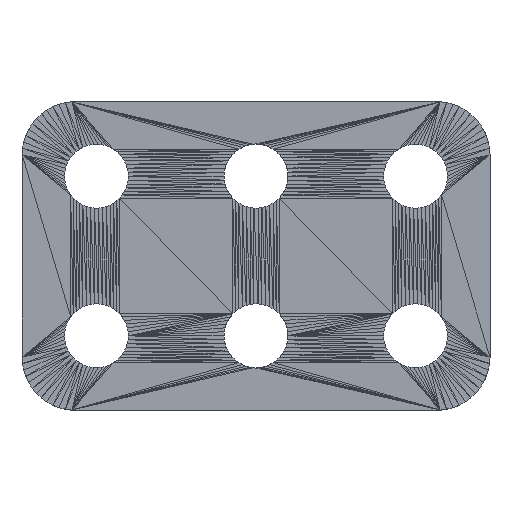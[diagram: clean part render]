
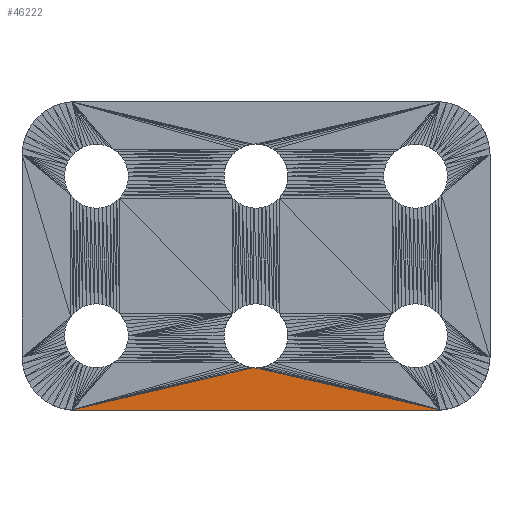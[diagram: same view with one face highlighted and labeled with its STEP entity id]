
A CAD part, top view. The second image highlights one B-rep face of the part: STEP entity #46222.
In plain terms, the highlighted planar face has unit normal (0, 0, 1).
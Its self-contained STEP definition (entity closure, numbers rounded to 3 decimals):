
#32258 = VERTEX_POINT('',#32259);
#32259 = CARTESIAN_POINT('',(-0.094,-5.247,1.5));
#32299 = PLANE('',#32300);
#32300 = AXIS2_PLACEMENT_3D('',#32301,#32302,#32303);
#32301 = CARTESIAN_POINT('',(4.283,-6.236,1.5));
#32302 = DIRECTION('',(0.,0.,1.));
#32303 = DIRECTION('',(0.,1.,0.));
#32415 = PLANE('',#32416);
#32416 = AXIS2_PLACEMENT_3D('',#32417,#32418,#32419);
#32417 = CARTESIAN_POINT('',(-4.377,-6.229,1.5));
#32418 = DIRECTION('',(0.,0.,1.));
#32419 = DIRECTION('',(1.,0.,-0.));
#44630 = VERTEX_POINT('',#44631);
#44631 = CARTESIAN_POINT('',(8.657,-7.245,1.5));
#45466 = EDGE_CURVE('',#32258,#44630,#45467,.T.);
#45467 = SURFACE_CURVE('',#45468,(#45472,#45479),.PCURVE_S1.);
#45468 = LINE('',#45469,#45470);
#45469 = CARTESIAN_POINT('',(-0.094,-5.247,1.5));
#45470 = VECTOR('',#45471,1.);
#45471 = DIRECTION('',(0.975,-0.223,0.));
#45472 = PCURVE('',#32299,#45473);
#45473 = DEFINITIONAL_REPRESENTATION('',(#45474),#45478);
#45474 = LINE('',#45475,#45476);
#45475 = CARTESIAN_POINT('',(0.989,4.377));
#45476 = VECTOR('',#45477,1.);
#45477 = DIRECTION('',(-0.223,-0.975));
#45478 = ( GEOMETRIC_REPRESENTATION_CONTEXT(2) 
PARAMETRIC_REPRESENTATION_CONTEXT() REPRESENTATION_CONTEXT('2D SPACE',''
  ) );
#45479 = PCURVE('',#45480,#45485);
#45480 = PLANE('',#45481);
#45481 = AXIS2_PLACEMENT_3D('',#45482,#45483,#45484);
#45482 = CARTESIAN_POINT('',(-0.001,-6.739,1.5));
#45483 = DIRECTION('',(0.,0.,1.));
#45484 = DIRECTION('',(0.,1.,0.));
#45485 = DEFINITIONAL_REPRESENTATION('',(#45486),#45490);
#45486 = LINE('',#45487,#45488);
#45487 = CARTESIAN_POINT('',(1.492,0.093));
#45488 = VECTOR('',#45489,1.);
#45489 = DIRECTION('',(-0.223,-0.975));
#45490 = ( GEOMETRIC_REPRESENTATION_CONTEXT(2) 
PARAMETRIC_REPRESENTATION_CONTEXT() REPRESENTATION_CONTEXT('2D SPACE',''
  ) );
#45497 = EDGE_CURVE('',#45498,#32258,#45500,.T.);
#45498 = VERTEX_POINT('',#45499);
#45499 = CARTESIAN_POINT('',(-8.657,-7.245,1.5));
#45500 = SURFACE_CURVE('',#45501,(#45505,#45512),.PCURVE_S1.);
#45501 = LINE('',#45502,#45503);
#45502 = CARTESIAN_POINT('',(-8.657,-7.245,1.5));
#45503 = VECTOR('',#45504,1.);
#45504 = DIRECTION('',(0.974,0.227,0.));
#45505 = PCURVE('',#32415,#45506);
#45506 = DEFINITIONAL_REPRESENTATION('',(#45507),#45511);
#45507 = LINE('',#45508,#45509);
#45508 = CARTESIAN_POINT('',(-4.28,-1.016));
#45509 = VECTOR('',#45510,1.);
#45510 = DIRECTION('',(0.974,0.227));
#45511 = ( GEOMETRIC_REPRESENTATION_CONTEXT(2) 
PARAMETRIC_REPRESENTATION_CONTEXT() REPRESENTATION_CONTEXT('2D SPACE',''
  ) );
#45512 = PCURVE('',#45480,#45513);
#45513 = DEFINITIONAL_REPRESENTATION('',(#45514),#45518);
#45514 = LINE('',#45515,#45516);
#45515 = CARTESIAN_POINT('',(-0.506,8.656));
#45516 = VECTOR('',#45517,1.);
#45517 = DIRECTION('',(0.227,-0.974));
#45518 = ( GEOMETRIC_REPRESENTATION_CONTEXT(2) 
PARAMETRIC_REPRESENTATION_CONTEXT() REPRESENTATION_CONTEXT('2D SPACE',''
  ) );
#46222 = ADVANCED_FACE('',(#46223),#45480,.T.);
#46223 = FACE_BOUND('',#46224,.T.);
#46224 = EDGE_LOOP('',(#46225,#46226,#46252));
#46225 = ORIENTED_EDGE('',*,*,#45497,.F.);
#46226 = ORIENTED_EDGE('',*,*,#46227,.T.);
#46227 = EDGE_CURVE('',#45498,#44630,#46228,.T.);
#46228 = SURFACE_CURVE('',#46229,(#46233,#46240),.PCURVE_S1.);
#46229 = LINE('',#46230,#46231);
#46230 = CARTESIAN_POINT('',(-8.657,-7.245,1.5));
#46231 = VECTOR('',#46232,1.);
#46232 = DIRECTION('',(1.,0.,0.));
#46233 = PCURVE('',#45480,#46234);
#46234 = DEFINITIONAL_REPRESENTATION('',(#46235),#46239);
#46235 = LINE('',#46236,#46237);
#46236 = CARTESIAN_POINT('',(-0.506,8.656));
#46237 = VECTOR('',#46238,1.);
#46238 = DIRECTION('',(0.,-1.));
#46239 = ( GEOMETRIC_REPRESENTATION_CONTEXT(2) 
PARAMETRIC_REPRESENTATION_CONTEXT() REPRESENTATION_CONTEXT('2D SPACE',''
  ) );
#46240 = PCURVE('',#46241,#46246);
#46241 = PLANE('',#46242);
#46242 = AXIS2_PLACEMENT_3D('',#46243,#46244,#46245);
#46243 = CARTESIAN_POINT('',(-0.359,-7.245,
    1.109));
#46244 = DIRECTION('',(0.,-1.,0.));
#46245 = DIRECTION('',(0.,0.,-1.));
#46246 = DEFINITIONAL_REPRESENTATION('',(#46247),#46251);
#46247 = LINE('',#46248,#46249);
#46248 = CARTESIAN_POINT('',(-0.391,-8.298));
#46249 = VECTOR('',#46250,1.);
#46250 = DIRECTION('',(0.,1.));
#46251 = ( GEOMETRIC_REPRESENTATION_CONTEXT(2) 
PARAMETRIC_REPRESENTATION_CONTEXT() REPRESENTATION_CONTEXT('2D SPACE',''
  ) );
#46252 = ORIENTED_EDGE('',*,*,#45466,.F.);
